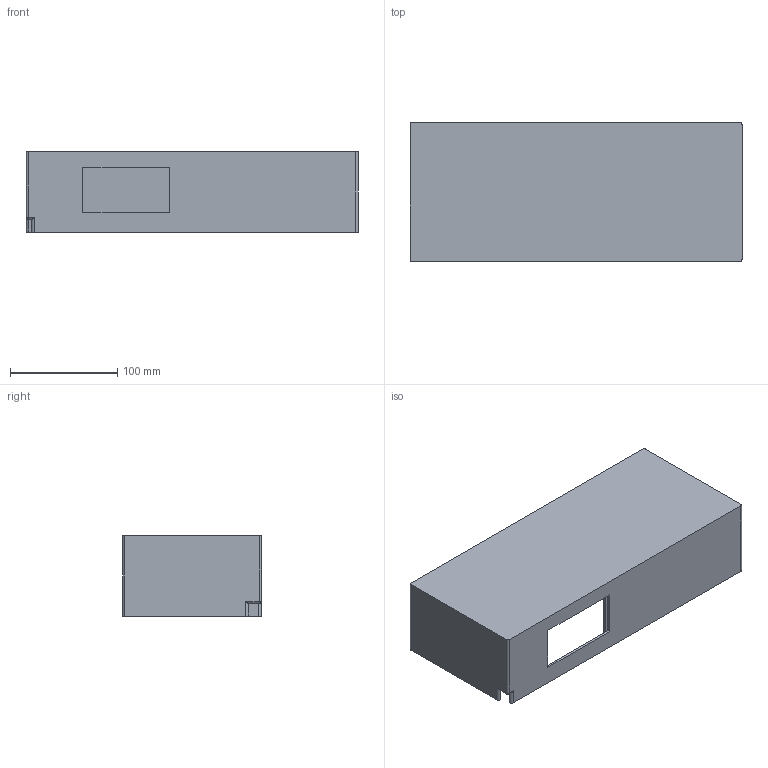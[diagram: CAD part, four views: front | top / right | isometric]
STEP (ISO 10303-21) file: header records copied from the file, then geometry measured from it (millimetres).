
FILE_DESCRIPTION(/* description */ (''),/* implementation_level */ '2;1');
FILE_NAME(/* name */ 'turtle Heizung Cover v7.step',/* time_stamp */ '2025-11-02T13:07:14+01:00',/* author */ (''),/* organization */ (''),/* preprocessor_version */ 'ST-DEVELOPER v20.1',/* originating_system */ 'Autodesk Translation Framework v14.17.0.0',/* authorisation */ '');
FILE_SCHEMA (('AUTOMOTIVE_DESIGN { 1 0 10303 214 3 1 1 }'));
Length unit declared in the file: millimetre
Products named in the file (1): turtle Heizung Cover
Bounding box: 309.6 x 129.6 x 75 mm (x, y, z)
Volume: 269786.8 mm3; surface area: 208611.6 mm2
Topology: 1 solids, 1 shells, 45 faces, 126 edges, 83 vertices
Faces by surface type: plane 36, cylinder 8, sphere 1
Entity records: 1481 total; most frequent: CARTESIAN_POINT 273, ORIENTED_EDGE 252, DIRECTION 230, EDGE_CURVE 126, LINE 110, VECTOR 110, VERTEX_POINT 83, AXIS2_PLACEMENT_3D 60
